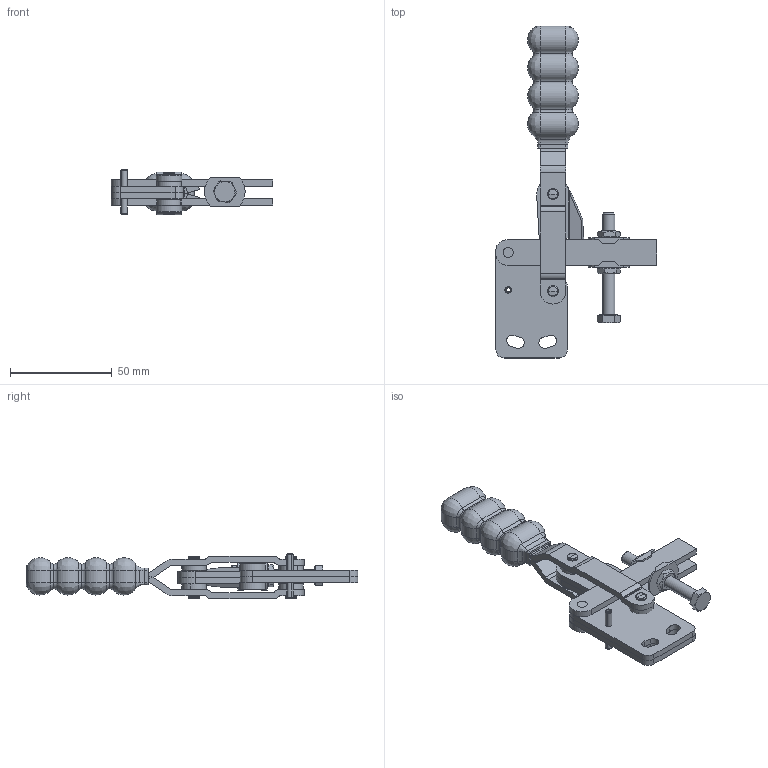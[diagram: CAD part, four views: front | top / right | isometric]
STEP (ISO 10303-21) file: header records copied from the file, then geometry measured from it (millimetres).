
FILE_DESCRIPTION((''),'2;1');
FILE_NAME('MG84U.stp','2009-11-06T11:18:13',('David'),(''),'Autodesk Inventor 8','Autodesk Inventor 8','');
FILE_SCHEMA(('AUTOMOTIVE_DESIGN { 1 0 10303 214 1 1 1 1 }'));
Length unit declared in the file: millimetre
Products named in the file (7): MG84U; MG84 SIDEPLATE ASSEMBLY; MG84 HANDLE ASSEMBLY; MG84 LINK ASSEMBLY; MG84 U-BAR ASSEMBLY; MG84 SLIDER ASSEMBLY; ISO 4017  (Regular Thread) M6 x 50
Assembly tree (6 placements, depth 2):
  MG84U
    MG84 SIDEPLATE ASSEMBLY
    MG84 HANDLE ASSEMBLY
    MG84 LINK ASSEMBLY
    MG84 U-BAR ASSEMBLY
    MG84 SLIDER ASSEMBLY
    ISO 4017  (Regular Thread) M6 x 50
Bounding box: 79.35 x 163.14 x 22.45 mm (x, y, z)
Volume: 48463.5 mm3; surface area: 28413.2 mm2
Topology: 7 solids, 9 shells, 659 faces, 1669 edges, 1041 vertices
Faces by surface type: plane 296, cylinder 182, bspline 91, cone 70, torus 16, sphere 4
Entity records: 22572 total; most frequent: CARTESIAN_POINT 6468, DIRECTION 3442, ORIENTED_EDGE 3322, EDGE_CURVE 1661, AXIS2_PLACEMENT_3D 1254, VERTEX_POINT 1041, VECTOR 934, LINE 934
